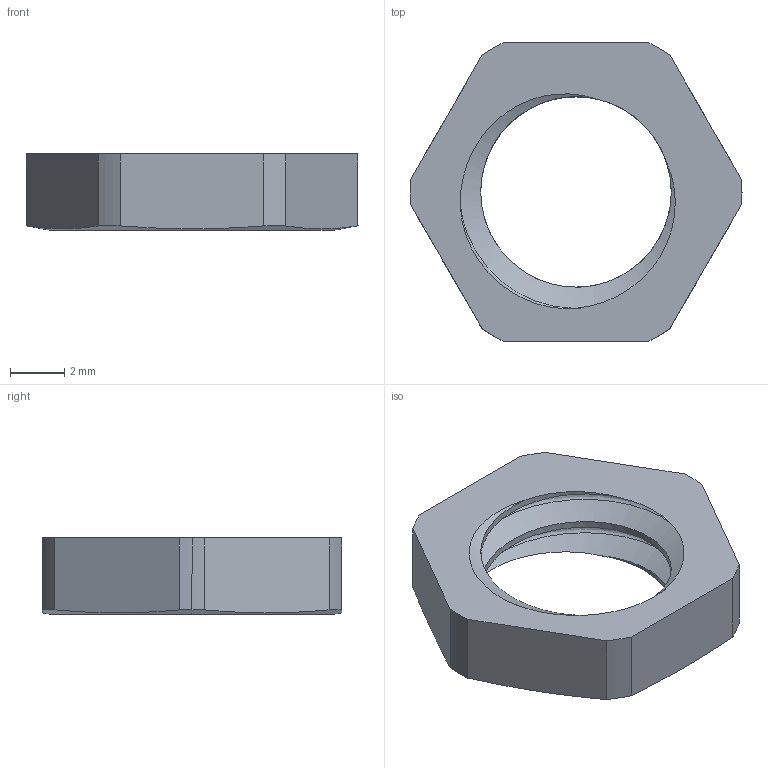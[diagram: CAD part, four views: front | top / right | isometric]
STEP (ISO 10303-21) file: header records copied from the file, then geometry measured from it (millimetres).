
FILE_DESCRIPTION (( 'STEP AP203' ), '1' );
FILE_NAME ('447-800-08.STEP', '2022-06-30T14:22:59', ( '' ), ( '' ), 'SwSTEP 2.0', 'SolidWorks 2018', '' );
FILE_SCHEMA (( 'CONFIG_CONTROL_DESIGN' ));
Length unit declared in the file: millimetre
Products named in the file (1): 447-800-08
Bounding box: 12.2 x 11 x 2.8 mm (x, y, z)
Volume: 153.7 mm3; surface area: 325.6 mm2
Topology: 1 solids, 1 shells, 25 faces, 68 edges, 45 vertices
Faces by surface type: cylinder 12, plane 8, bspline 3, cone 2
Entity records: 1523 total; most frequent: CARTESIAN_POINT 856, ORIENTED_EDGE 136, DIRECTION 111, EDGE_CURVE 68, VERTEX_POINT 45, AXIS2_PLACEMENT_3D 43, EDGE_LOOP 27, ADVANCED_FACE 25
